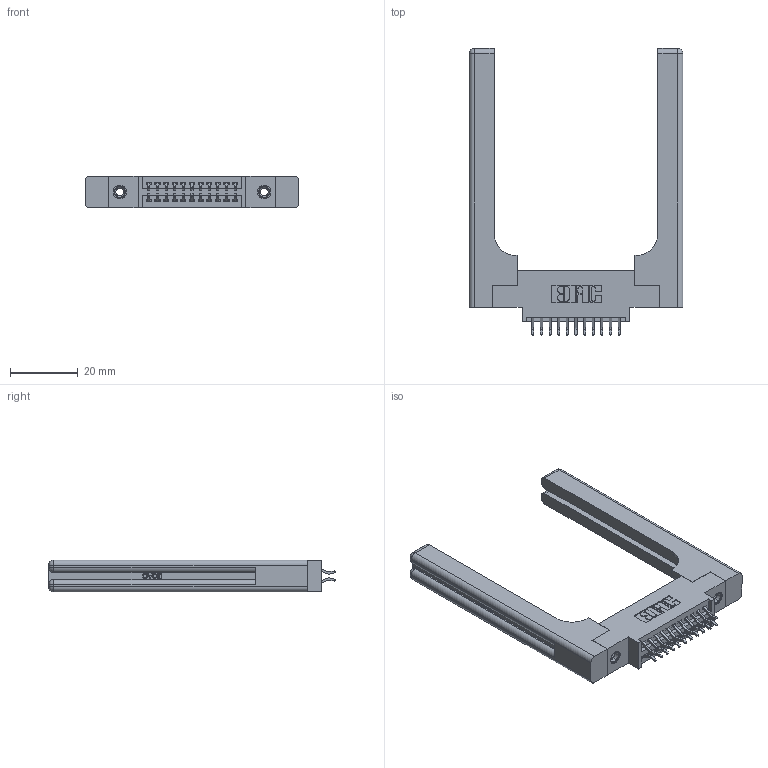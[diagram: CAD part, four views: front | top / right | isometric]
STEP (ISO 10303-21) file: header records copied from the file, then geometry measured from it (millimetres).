
FILE_DESCRIPTION (( 'STEP AP203' ), '1' );
FILE_NAME ('395-022-556-858.STEP', '2019-10-16T15:28:41', ( '' ), ( '' ), 'SwSTEP 2.0', 'SolidWorks 2016', '' );
FILE_SCHEMA (( 'CONFIG_CONTROL_DESIGN' ));
Length unit declared in the file: inch
Products named in the file (5): 345 Part_0.170 Offset - 0.156 Dia-TH; 345-292-001_556 Tail; 345-250-001_345-250-001-102; 345-220-058_345-220-058; 395-022-556-858
Assembly tree (27 placements, depth 2):
  395-022-556-858
    345 Part_0.170 Offset - 0.156 Dia-TH
    345-292-001_556 Tail  x22
    345-250-001_345-250-001-102  x2
    345-220-058_345-220-058  x2
Bounding box: 62.97 x 84.51 x 9.4 mm (x, y, z)
Volume: 14189.7 mm3; surface area: 13029.9 mm2
Topology: 27 solids, 27 shells, 1618 faces, 4693 edges, 3078 vertices
Faces by surface type: plane 1046, cylinder 512, bspline 36, cone 12, sphere 8, torus 4
Entity records: 18338 total; most frequent: CARTESIAN_POINT 4113, ORIENTED_EDGE 2832, DIRECTION 2584, EDGE_CURVE 1416, LINE 1140, VECTOR 1140, VERTEX_POINT 934, AXIS2_PLACEMENT_3D 722
